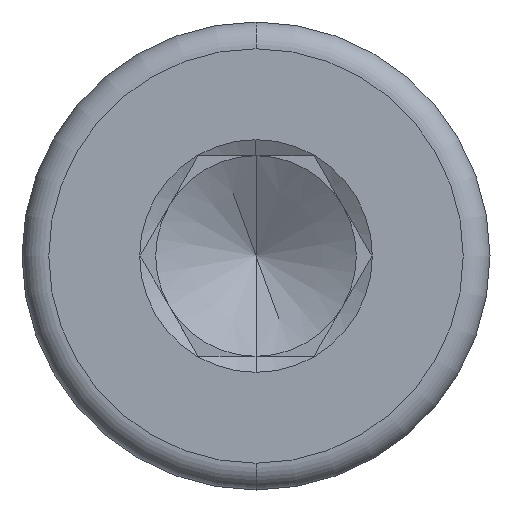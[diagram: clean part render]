
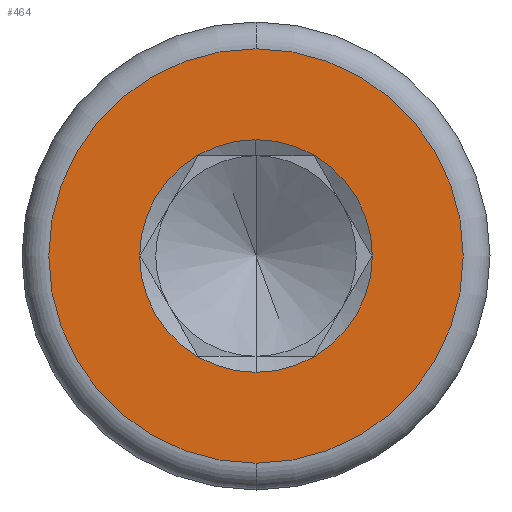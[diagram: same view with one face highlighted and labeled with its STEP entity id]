
A CAD part, left-side view. The second image highlights one B-rep face of the part: STEP entity #464.
In plain terms, the highlighted planar face has unit normal (-1, 0, 0).
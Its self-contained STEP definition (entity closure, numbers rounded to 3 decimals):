
#299=CARTESIAN_POINT('',(-4.,0.,3.1));
#300=VERTEX_POINT('',#299);
#308=CARTESIAN_POINT('',(-4.,-0.,-3.1));
#309=VERTEX_POINT('',#308);
#310=CARTESIAN_POINT('',(-4.,0.,0.));
#311=DIRECTION('',(1.,0.,-0.));
#312=DIRECTION('',(-0.,0.,-1.));
#313=AXIS2_PLACEMENT_3D('',#310,#311,#312);
#314=CIRCLE('',#313,3.1);
#315=EDGE_CURVE('',#300,#309,#314,.T.);
#386=CARTESIAN_POINT('',(-4.,0.,-1.74));
#387=VERTEX_POINT('',#386);
#394=CARTESIAN_POINT('',(-4.,0.,1.74));
#395=VERTEX_POINT('',#394);
#396=CARTESIAN_POINT('',(-4.,0.,0.));
#397=DIRECTION('',(-1.,-0.,0.));
#398=DIRECTION('',(0.,0.,1.));
#399=AXIS2_PLACEMENT_3D('',#396,#397,#398);
#400=CIRCLE('',#399,1.74);
#401=EDGE_CURVE('',#387,#395,#400,.T.);
#439=CARTESIAN_POINT('',(-4.,0.,0.));
#440=DIRECTION('',(1.,0.,0.));
#441=DIRECTION('',(0.,0.,-1.));
#442=AXIS2_PLACEMENT_3D('',#439,#440,#441);
#443=PLANE('',#442);
#444=ORIENTED_EDGE('',*,*,#315,.F.);
#445=CARTESIAN_POINT('',(-4.,0.,0.));
#446=DIRECTION('',(1.,0.,-0.));
#447=DIRECTION('',(-0.,0.,-1.));
#448=AXIS2_PLACEMENT_3D('',#445,#446,#447);
#449=CIRCLE('',#448,3.1);
#450=EDGE_CURVE('',#309,#300,#449,.T.);
#451=ORIENTED_EDGE('',*,*,#450,.F.);
#452=EDGE_LOOP('',(#444,#451));
#453=FACE_BOUND('',#452,.T.);
#454=CARTESIAN_POINT('',(-4.,0.,0.));
#455=DIRECTION('',(-1.,-0.,0.));
#456=DIRECTION('',(0.,0.,1.));
#457=AXIS2_PLACEMENT_3D('',#454,#455,#456);
#458=CIRCLE('',#457,1.74);
#459=EDGE_CURVE('',#395,#387,#458,.T.);
#460=ORIENTED_EDGE('',*,*,#459,.F.);
#461=ORIENTED_EDGE('',*,*,#401,.F.);
#462=EDGE_LOOP('',(#460,#461));
#463=FACE_BOUND('',#462,.T.);
#464=ADVANCED_FACE('',(#453,#463),#443,.F.);
